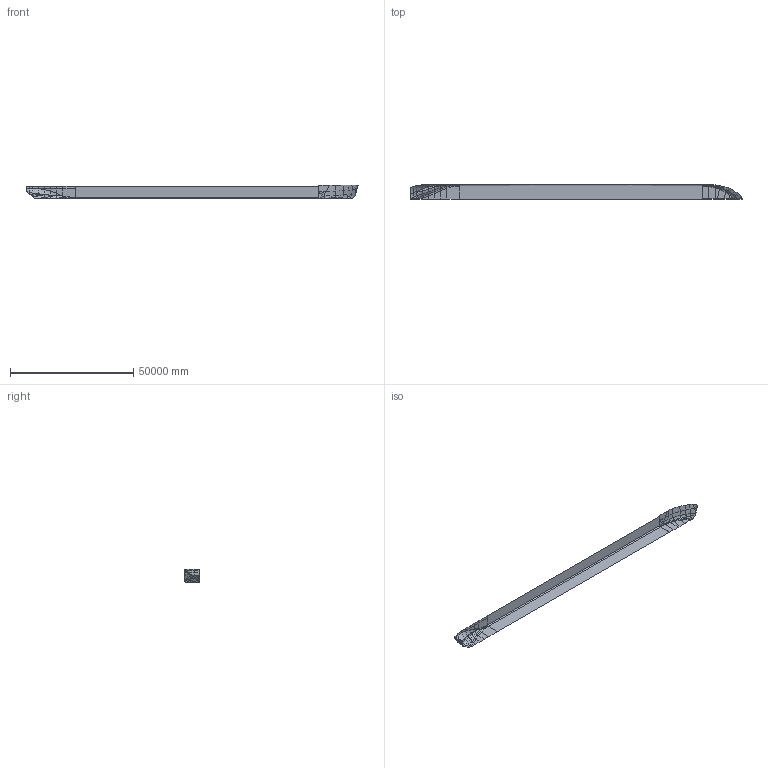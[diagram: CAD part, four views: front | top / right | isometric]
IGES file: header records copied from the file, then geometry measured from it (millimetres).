
Start section: Data transfer from Napa to IGES Project: M2014/A Command: TOIGES HULL,TYPE=128,K=D,PTOL=-.001,PATCH
Global section: file name: 31HM2014A_hull.igs; native system: Rhinoceros ( Feb  6 2007 ); preprocessor: Trout Lake IGES 012 Feb  6 2007; author: DST for BAW/UDE; date: 170802.082038; units: metre
Bounding box: 134947.01 x 5728.16 x 5500 mm (x, y, z)
Surface area: 1395495294.6 mm2 (no closed solid volume)
Topology: 0 solids, 0 shells, 137 faces, 548 edges, 531 vertices
Faces by surface type: bspline 137
